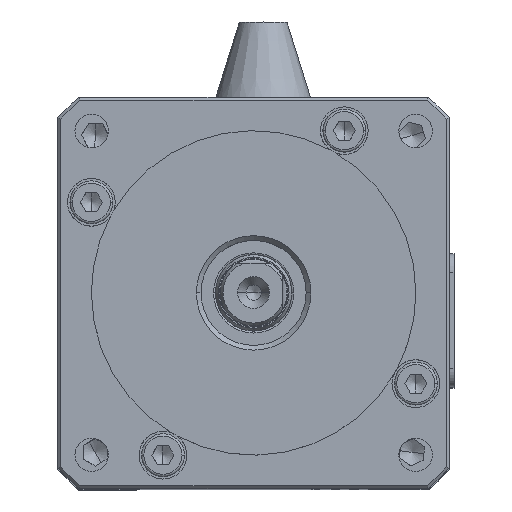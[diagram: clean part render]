
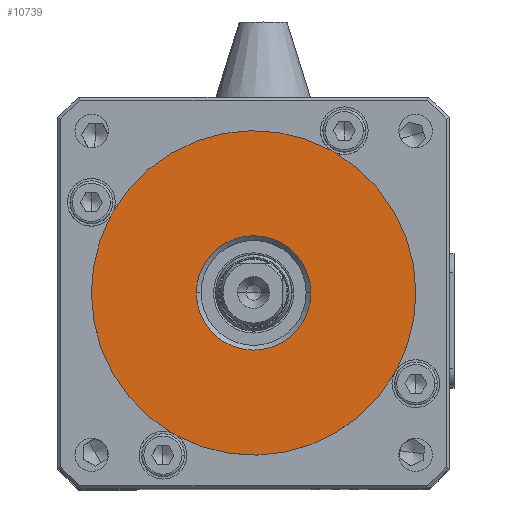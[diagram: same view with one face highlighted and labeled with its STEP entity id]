
A CAD part, top view. The second image highlights one B-rep face of the part: STEP entity #10739.
In plain terms, the highlighted planar face has unit normal (0, 0, 1).
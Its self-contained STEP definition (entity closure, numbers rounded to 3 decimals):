
#542=CARTESIAN_POINT('',(8.,15.,79.5));
#543=VERTEX_POINT('',#542);
#550=CARTESIAN_POINT('',(8.583,14.674,79.5));
#551=VERTEX_POINT('',#550);
#552=CARTESIAN_POINT('',(9.5,17.,79.5));
#553=DIRECTION('',(0.0,0.0,-1.0));
#554=DIRECTION('',(1.0,0.0,0.0));
#555=AXIS2_PLACEMENT_3D('',#552,#553,#554);
#556=CIRCLE('',#555,2.5);
#557=EDGE_CURVE('',#551,#543,#556,.T.);
#765=CARTESIAN_POINT('',(-15.,8.,79.5));
#766=VERTEX_POINT('',#765);
#773=CARTESIAN_POINT('',(-14.674,8.583,79.5));
#774=VERTEX_POINT('',#773);
#775=CARTESIAN_POINT('',(-17.,9.5,79.5));
#776=DIRECTION('',(0.0,0.0,-1.0));
#777=DIRECTION('',(1.0,0.0,0.0));
#778=AXIS2_PLACEMENT_3D('',#775,#776,#777);
#779=CIRCLE('',#778,2.5);
#780=EDGE_CURVE('',#774,#766,#779,.T.);
#807=CARTESIAN_POINT('',(-17.0,0.,79.5));
#808=VERTEX_POINT('',#807);
#824=CARTESIAN_POINT('',(-8.583,-14.674,79.5));
#825=VERTEX_POINT('',#824);
#832=CARTESIAN_POINT('',(0.0,0.0,79.5));
#833=DIRECTION('',(0.0,0.0,-1.0));
#834=DIRECTION('',(-1.0,0.0,0.0));
#835=AXIS2_PLACEMENT_3D('',#832,#833,#834);
#836=CIRCLE('',#835,17.0);
#837=EDGE_CURVE('',#825,#808,#836,.T.);
#847=CARTESIAN_POINT('',(17.0,0.,79.5));
#848=VERTEX_POINT('',#847);
#857=CARTESIAN_POINT('',(15.,-8.,79.5));
#858=VERTEX_POINT('',#857);
#859=CARTESIAN_POINT('',(0.0,0.0,79.5));
#860=DIRECTION('',(0.0,0.0,-1.0));
#861=DIRECTION('',(-1.0,0.0,0.0));
#862=AXIS2_PLACEMENT_3D('',#859,#860,#861);
#863=CIRCLE('',#862,17.0);
#864=EDGE_CURVE('',#848,#858,#863,.T.);
#1059=CARTESIAN_POINT('',(-6.,0.,79.5));
#1060=VERTEX_POINT('',#1059);
#1076=CARTESIAN_POINT('',(6.,0.,79.5));
#1077=VERTEX_POINT('',#1076);
#1084=CARTESIAN_POINT('',(0.0,0.0,79.5));
#1085=DIRECTION('',(0.0,0.0,1.0));
#1086=DIRECTION('',(-1.0,0.0,0.0));
#1087=AXIS2_PLACEMENT_3D('',#1084,#1085,#1086);
#1088=CIRCLE('',#1087,6.);
#1089=EDGE_CURVE('',#1077,#1060,#1088,.T.);
#10668=CARTESIAN_POINT('',(0.0,0.0,79.5));
#10669=DIRECTION('',(0.0,0.0,-1.0));
#10670=DIRECTION('',(-1.0,0.0,0.0));
#10671=AXIS2_PLACEMENT_3D('',#10668,#10669,#10670);
#10672=CIRCLE('',#10671,17.0);
#10673=EDGE_CURVE('',#774,#543,#10672,.T.);
#10678=CARTESIAN_POINT('',(0.0,0.0,79.5));
#10679=DIRECTION('',(0.0,0.0,-1.0));
#10680=DIRECTION('',(-1.0,0.0,0.0));
#10681=AXIS2_PLACEMENT_3D('',#10678,#10679,#10680);
#10682=PLANE('',#10681);
#10683=ORIENTED_EDGE('',*,*,#557,.T.);
#10684=ORIENTED_EDGE('',*,*,#10673,.F.);
#10685=ORIENTED_EDGE('',*,*,#780,.T.);
#10686=CARTESIAN_POINT('',(0.0,0.0,79.5));
#10687=DIRECTION('',(0.0,0.0,-1.0));
#10688=DIRECTION('',(-1.0,0.0,0.0));
#10689=AXIS2_PLACEMENT_3D('',#10686,#10687,#10688);
#10690=CIRCLE('',#10689,17.0);
#10691=EDGE_CURVE('',#808,#766,#10690,.T.);
#10692=ORIENTED_EDGE('',*,*,#10691,.F.);
#10693=ORIENTED_EDGE('',*,*,#837,.F.);
#10694=CARTESIAN_POINT('',(-8.,-15.,79.5));
#10695=VERTEX_POINT('',#10694);
#10696=CARTESIAN_POINT('',(-9.5,-17.,79.5));
#10697=DIRECTION('',(0.0,0.0,-1.0));
#10698=DIRECTION('',(1.0,0.0,0.0));
#10699=AXIS2_PLACEMENT_3D('',#10696,#10697,#10698);
#10700=CIRCLE('',#10699,2.5);
#10701=EDGE_CURVE('',#825,#10695,#10700,.T.);
#10702=ORIENTED_EDGE('',*,*,#10701,.T.);
#10703=CARTESIAN_POINT('',(14.674,-8.583,79.5));
#10704=VERTEX_POINT('',#10703);
#10705=CARTESIAN_POINT('',(0.0,0.0,79.5));
#10706=DIRECTION('',(0.0,0.0,-1.0));
#10707=DIRECTION('',(-1.0,0.0,0.0));
#10708=AXIS2_PLACEMENT_3D('',#10705,#10706,#10707);
#10709=CIRCLE('',#10708,17.0);
#10710=EDGE_CURVE('',#10704,#10695,#10709,.T.);
#10711=ORIENTED_EDGE('',*,*,#10710,.F.);
#10712=CARTESIAN_POINT('',(17.,-9.5,79.5));
#10713=DIRECTION('',(0.0,0.0,-1.0));
#10714=DIRECTION('',(1.0,0.0,0.0));
#10715=AXIS2_PLACEMENT_3D('',#10712,#10713,#10714);
#10716=CIRCLE('',#10715,2.5);
#10717=EDGE_CURVE('',#10704,#858,#10716,.T.);
#10718=ORIENTED_EDGE('',*,*,#10717,.T.);
#10719=ORIENTED_EDGE('',*,*,#864,.F.);
#10720=CARTESIAN_POINT('',(0.0,0.0,79.5));
#10721=DIRECTION('',(0.0,0.0,-1.0));
#10722=DIRECTION('',(-1.0,0.0,0.0));
#10723=AXIS2_PLACEMENT_3D('',#10720,#10721,#10722);
#10724=CIRCLE('',#10723,17.0);
#10725=EDGE_CURVE('',#551,#848,#10724,.T.);
#10726=ORIENTED_EDGE('',*,*,#10725,.F.);
#10727=EDGE_LOOP('',(#10683,#10684,#10685,#10692,#10693,#10702,#10711,#10718,#10719,#10726));
#10728=FACE_OUTER_BOUND('',#10727,.T.);
#10729=ORIENTED_EDGE('',*,*,#1089,.F.);
#10730=CARTESIAN_POINT('',(0.0,0.0,79.5));
#10731=DIRECTION('',(0.0,0.0,1.0));
#10732=DIRECTION('',(-1.0,0.0,0.0));
#10733=AXIS2_PLACEMENT_3D('',#10730,#10731,#10732);
#10734=CIRCLE('',#10733,6.);
#10735=EDGE_CURVE('',#1060,#1077,#10734,.T.);
#10736=ORIENTED_EDGE('',*,*,#10735,.F.);
#10737=EDGE_LOOP('',(#10729,#10736));
#10738=FACE_BOUND('',#10737,.T.);
#10739=ADVANCED_FACE('',(#10728,#10738),#10682,.F.);
